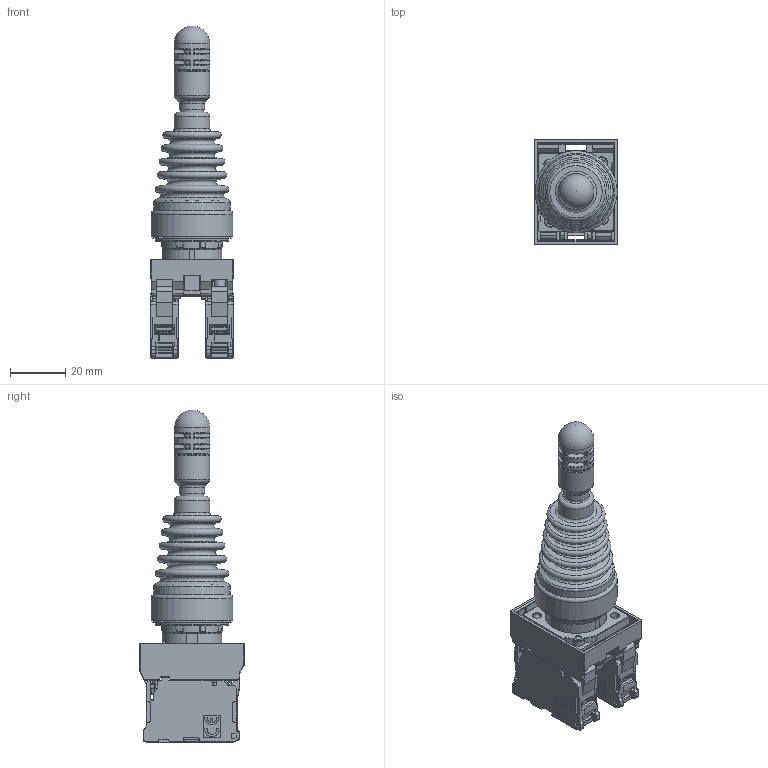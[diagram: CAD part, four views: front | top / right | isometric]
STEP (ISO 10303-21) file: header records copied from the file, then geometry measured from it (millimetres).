
FILE_DESCRIPTION(/* description */ (''),/* implementation_level */ '2;1');
FILE_NAME(/* name */ 'FILE_STP_CAD_DRAWING_LPSJ200_CATALOG_prt.stp',/* time_stamp */ '2020-10-16T13:35:43+02:00',/* author */ (''),/* organization */ (''),/* preprocessor_version */ 'ST-DEVELOPER v16.7',/* originating_system */ 'SIEMENS PLM Software NX 12.0',/* authorisation */ '');
FILE_SCHEMA (('AUTOMOTIVE_DESIGN { 1 0 10303 214 3 1 1 1 }'));
Length unit declared in the file: millimetre
Products named in the file (1): LPSJ200_CATALOG
Bounding box: 29.9 x 38 x 120.55 mm (x, y, z)
Surface area: 25498.2 mm2 (no closed solid volume)
Topology: 0 solids, 49 shells, 1734 faces, 7059 edges, 5198 vertices
Faces by surface type: plane 1003, cylinder 346, cone 161, bspline 112, torus 92, sphere 20
Full cylindrical faces by diameter (mm): 2.75 x4, 3.05 x3, 3.31 x2, 4 x2, 5 x1, 8.6 x1, 9.3 x1, 12.4 x1, 13 x3, 20.5 x1, 26.4 x1, 28 x2, 29.8 x1
Entity records: 78447 total; most frequent: CARTESIAN_POINT 21869, DIRECTION 11209, ORIENTED_EDGE 10758, EDGE_CURVE 6935, VERTEX_POINT 5173, LINE 4539, VECTOR 4539, AXIS2_PLACEMENT_3D 3335
